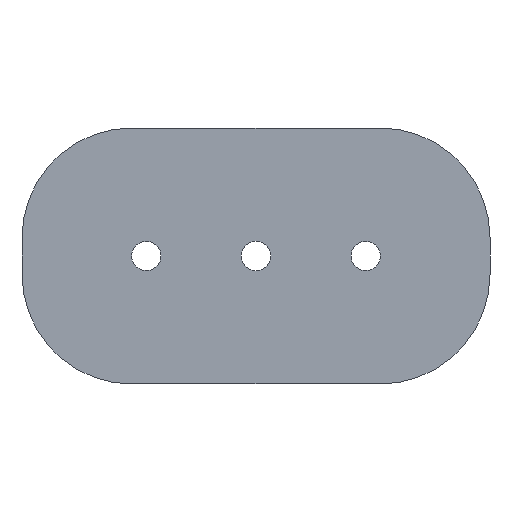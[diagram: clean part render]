
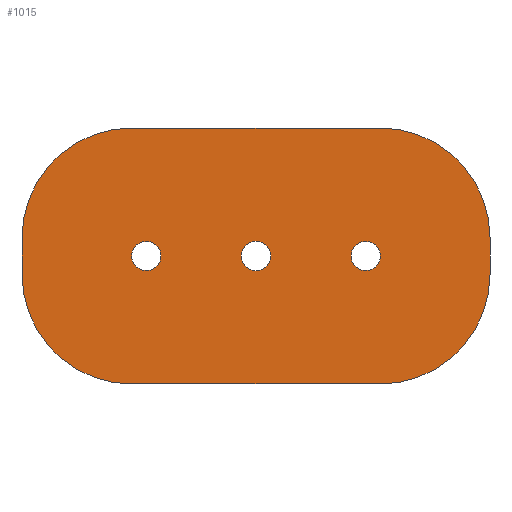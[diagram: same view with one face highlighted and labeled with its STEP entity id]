
A CAD part, front view. The second image highlights one B-rep face of the part: STEP entity #1015.
In plain terms, the highlighted planar face has unit normal (0, -1, 0).
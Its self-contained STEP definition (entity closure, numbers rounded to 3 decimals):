
#43=FACE_BOUND('',#294,.T.);
#44=FACE_BOUND('',#295,.T.);
#45=FACE_BOUND('',#296,.T.);
#55=PLANE('',#1148);
#79=LINE('',#2126,#120);
#82=LINE('',#2134,#123);
#92=LINE('',#2634,#133);
#95=LINE('',#2642,#136);
#120=VECTOR('',#1316,10.);
#123=VECTOR('',#1325,10.);
#133=VECTOR('',#1413,10.);
#136=VECTOR('',#1422,10.);
#220=FACE_OUTER_BOUND('',#293,.T.);
#293=EDGE_LOOP('',(#925,#926,#927,#928,#929,#930,#931,#932));
#294=EDGE_LOOP('',(#933));
#295=EDGE_LOOP('',(#934));
#296=EDGE_LOOP('',(#935));
#376=CIRCLE('',#1102,15.);
#377=CIRCLE('',#1105,15.);
#381=CIRCLE('',#1111,2.);
#385=CIRCLE('',#1117,2.);
#389=CIRCLE('',#1123,2.);
#402=CIRCLE('',#1144,15.);
#403=CIRCLE('',#1147,15.);
#467=VERTEX_POINT('',#2123);
#468=VERTEX_POINT('',#2125);
#469=VERTEX_POINT('',#2129);
#470=VERTEX_POINT('',#2133);
#471=VERTEX_POINT('',#2137);
#474=VERTEX_POINT('',#2147);
#477=VERTEX_POINT('',#2157);
#480=VERTEX_POINT('',#2167);
#489=VERTEX_POINT('',#2633);
#490=VERTEX_POINT('',#2637);
#491=VERTEX_POINT('',#2641);
#586=EDGE_CURVE('',#468,#467,#79,.T.);
#588=EDGE_CURVE('',#469,#468,#376,.T.);
#590=EDGE_CURVE('',#470,#469,#82,.T.);
#592=EDGE_CURVE('',#471,#470,#377,.T.);
#598=EDGE_CURVE('',#474,#474,#381,.T.);
#603=EDGE_CURVE('',#477,#477,#385,.T.);
#608=EDGE_CURVE('',#480,#480,#389,.T.);
#633=EDGE_CURVE('',#489,#471,#92,.T.);
#635=EDGE_CURVE('',#490,#489,#402,.T.);
#637=EDGE_CURVE('',#491,#490,#95,.T.);
#639=EDGE_CURVE('',#467,#491,#403,.T.);
#925=ORIENTED_EDGE('',*,*,#592,.T.);
#926=ORIENTED_EDGE('',*,*,#590,.T.);
#927=ORIENTED_EDGE('',*,*,#588,.T.);
#928=ORIENTED_EDGE('',*,*,#586,.T.);
#929=ORIENTED_EDGE('',*,*,#639,.T.);
#930=ORIENTED_EDGE('',*,*,#637,.T.);
#931=ORIENTED_EDGE('',*,*,#635,.T.);
#932=ORIENTED_EDGE('',*,*,#633,.T.);
#933=ORIENTED_EDGE('',*,*,#608,.T.);
#934=ORIENTED_EDGE('',*,*,#603,.T.);
#935=ORIENTED_EDGE('',*,*,#598,.T.);
#1015=ADVANCED_FACE('',(#220,#43,#44,#45),#55,.T.);
#1102=AXIS2_PLACEMENT_3D('',#2130,#1320,#1321);
#1105=AXIS2_PLACEMENT_3D('',#2138,#1329,#1330);
#1111=AXIS2_PLACEMENT_3D('',#2149,#1343,#1344);
#1117=AXIS2_PLACEMENT_3D('',#2159,#1356,#1357);
#1123=AXIS2_PLACEMENT_3D('',#2169,#1369,#1370);
#1144=AXIS2_PLACEMENT_3D('',#2638,#1417,#1418);
#1147=AXIS2_PLACEMENT_3D('',#2645,#1426,#1427);
#1148=AXIS2_PLACEMENT_3D('',#2646,#1428,#1429);
#1316=DIRECTION('',(1.,0.,0.));
#1320=DIRECTION('center_axis',(0.,-1.,0.));
#1321=DIRECTION('ref_axis',(-1.,0.,0.));
#1325=DIRECTION('',(0.,0.,-1.));
#1329=DIRECTION('center_axis',(0.,-1.,0.));
#1330=DIRECTION('ref_axis',(0.,0.,1.));
#1343=DIRECTION('center_axis',(0.,1.,0.));
#1344=DIRECTION('ref_axis',(1.,0.,0.));
#1356=DIRECTION('center_axis',(0.,1.,0.));
#1357=DIRECTION('ref_axis',(1.,0.,0.));
#1369=DIRECTION('center_axis',(0.,1.,0.));
#1370=DIRECTION('ref_axis',(1.,0.,0.));
#1413=DIRECTION('',(-1.,0.,0.));
#1417=DIRECTION('center_axis',(0.,-1.,0.));
#1418=DIRECTION('ref_axis',(1.,0.,0.));
#1422=DIRECTION('',(0.,0.,1.));
#1426=DIRECTION('center_axis',(0.,-1.,0.));
#1427=DIRECTION('ref_axis',(0.,0.,-1.));
#1428=DIRECTION('center_axis',(0.,-1.,0.));
#1429=DIRECTION('ref_axis',(1.,0.,0.));
#2123=CARTESIAN_POINT('',(332.,-70.,230.));
#2125=CARTESIAN_POINT('',(298.,-70.,230.));
#2126=CARTESIAN_POINT('',(298.,-70.,230.));
#2129=CARTESIAN_POINT('',(283.,-70.,245.));
#2130=CARTESIAN_POINT('Origin',(298.,-70.,245.));
#2133=CARTESIAN_POINT('',(283.,-70.,250.));
#2134=CARTESIAN_POINT('',(283.,-70.,250.));
#2137=CARTESIAN_POINT('',(298.,-70.,265.));
#2138=CARTESIAN_POINT('Origin',(298.,-70.,250.));
#2147=CARTESIAN_POINT('',(328.,-70.,247.5));
#2149=CARTESIAN_POINT('Origin',(330.,-70.,247.5));
#2157=CARTESIAN_POINT('',(298.,-70.,247.5));
#2159=CARTESIAN_POINT('Origin',(300.,-70.,247.5));
#2167=CARTESIAN_POINT('',(313.,-70.,247.5));
#2169=CARTESIAN_POINT('Origin',(315.,-70.,247.5));
#2633=CARTESIAN_POINT('',(332.,-70.,265.));
#2634=CARTESIAN_POINT('',(332.,-70.,265.));
#2637=CARTESIAN_POINT('',(347.,-70.,250.));
#2638=CARTESIAN_POINT('Origin',(332.,-70.,250.));
#2641=CARTESIAN_POINT('',(347.,-70.,245.));
#2642=CARTESIAN_POINT('',(347.,-70.,245.));
#2645=CARTESIAN_POINT('Origin',(332.,-70.,245.));
#2646=CARTESIAN_POINT('Origin',(315.,-70.,247.5));
